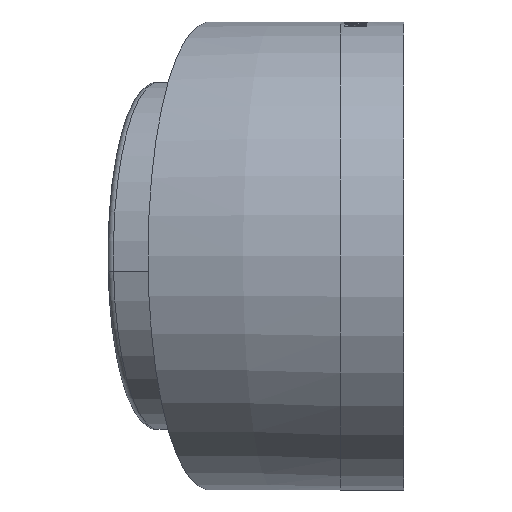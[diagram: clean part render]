
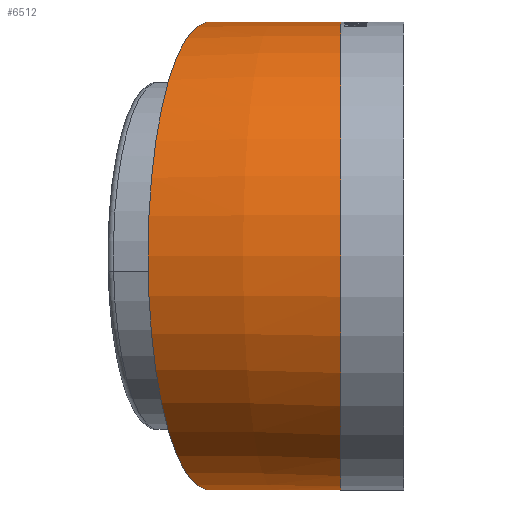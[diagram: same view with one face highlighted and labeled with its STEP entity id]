
A CAD part, left-side view. The second image highlights one B-rep face of the part: STEP entity #6512.
In plain terms, the highlighted toroidal (fillet/blend) face has major radius 687.549 mm and minor radius 315 mm.
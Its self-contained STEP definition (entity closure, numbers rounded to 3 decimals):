
#286 = CARTESIAN_POINT ( 'NONE',  ( 0.001, 1.885, 315. ) ) ;
#819 = DIRECTION ( 'NONE',  ( 0.259, 0.966, 0. ) ) ;
#1041 = B_SPLINE_CURVE_WITH_KNOTS ( 'NONE', 3,
 ( #3501, #2344, #7728, #3362, #1198, #11097, #2416, #7872, #3207, #12099, #8804, #12242, #7577, #10022, #11957, #2206 ),
 .UNSPECIFIED., .F., .F.,
 ( 4, 2, 2, 2, 2, 2, 2, 4 ),
 ( -0.001, 0.01, 0.022, 0.044, 0.09, 0.112, 0.135, 0.18 ),
 .UNSPECIFIED. ) ;
#1108 = ORIENTED_EDGE ( 'NONE', *, *, #1263, .F. ) ;
#1198 = CARTESIAN_POINT ( 'NONE',  ( 0.125, 18.918, -315. ) ) ;
#1233 = AXIS2_PLACEMENT_3D ( 'NONE', #7655, #819, #4282 ) ;
#1262 = DIRECTION ( 'NONE',  ( -1., 0., 0. ) ) ;
#1263 = EDGE_CURVE ( 'NONE', #5759, #4473, #7402, .T. ) ;
#1975 = EDGE_CURVE ( 'NONE', #4473, #12141, #4300, .T. ) ;
#2148 = CIRCLE ( 'NONE', #12434, 315. ) ;
#2206 = CARTESIAN_POINT ( 'NONE',  ( 11.917, 181.035, -314.775 ) ) ;
#2344 = CARTESIAN_POINT ( 'NONE',  ( 0.002, 3.784, -315. ) ) ;
#2416 = CARTESIAN_POINT ( 'NONE',  ( 0.5, 37.833, -315. ) ) ;
#2478 = CARTESIAN_POINT ( 'NONE',  ( 687.549, 0., 0. ) ) ;
#2500 = DIRECTION ( 'NONE',  ( 0., 0., -1. ) ) ;
#2658 = CARTESIAN_POINT ( 'NONE',  ( 0.031, 9.454, 315. ) ) ;
#2671 = EDGE_LOOP ( 'NONE', ( #12758, #6593, #9734, #1108 ) ) ;
#3207 = CARTESIAN_POINT ( 'NONE',  ( 1.998, 75.641, -314.995 ) ) ;
#3303 = EDGE_CURVE ( 'NONE', #12141, #6362, #2148, .T. ) ;
#3362 = CARTESIAN_POINT ( 'NONE',  ( 0.078, 15.135, -315. ) ) ;
#3501 = CARTESIAN_POINT ( 'NONE',  ( 0., 0., -315. ) ) ;
#3601 = CARTESIAN_POINT ( 'NONE',  ( 11.917, 181.035, 314.775 ) ) ;
#3735 = CARTESIAN_POINT ( 'NONE',  ( 0.019, 7.562, 315. ) ) ;
#4282 = DIRECTION ( 'NONE',  ( 0., 0., 1. ) ) ;
#4300 = B_SPLINE_CURVE_WITH_KNOTS ( 'NONE', 3,
 ( #3601, #8105, #8911, #10193, #6890, #13563, #13433, #6752, #7905, #13364, #6820, #2658, #3735, #11199, #286, #5748 ),
 .UNSPECIFIED., .F., .F.,
 ( 4, 2, 2, 2, 2, 2, 2, 4 ),
 ( 2.083, 2.128, 2.174, 2.219, 2.242, 2.253, 2.259, 2.264 ),
 .UNSPECIFIED. ) ;
#4473 = VERTEX_POINT ( 'NONE', #12176 ) ;
#5294 = CARTESIAN_POINT ( 'NONE',  ( 11.917, 181.035, -314.775 ) ) ;
#5748 = CARTESIAN_POINT ( 'NONE',  ( 0., 0., 315. ) ) ;
#5759 = VERTEX_POINT ( 'NONE', #5294 ) ;
#6362 = VERTEX_POINT ( 'NONE', #8473 ) ;
#6512 = ADVANCED_FACE ( 'NONE', ( #9073 ), #13355, .T. ) ;
#6593 = ORIENTED_EDGE ( 'NONE', *, *, #3303, .F. ) ;
#6752 = CARTESIAN_POINT ( 'NONE',  ( 0.499, 37.823, 315. ) ) ;
#6820 = CARTESIAN_POINT ( 'NONE',  ( 0.078, 15.128, 315. ) ) ;
#6890 = CARTESIAN_POINT ( 'NONE',  ( 3.989, 105.818, 314.976 ) ) ;
#7402 = CIRCLE ( 'NONE', #1233, 315. ) ;
#7577 = CARTESIAN_POINT ( 'NONE',  ( 5.979, 128.452, -314.944 ) ) ;
#7655 = CARTESIAN_POINT ( 'NONE',  ( 23.428, 177.951, 0. ) ) ;
#7728 = CARTESIAN_POINT ( 'NONE',  ( 0.016, 7.567, -315. ) ) ;
#7741 = CARTESIAN_POINT ( 'NONE',  ( 0., 0., 0. ) ) ;
#7872 = CARTESIAN_POINT ( 'NONE',  ( 1.249, 60.523, -314.998 ) ) ;
#7905 = CARTESIAN_POINT ( 'NONE',  ( 0.312, 30.259, 315. ) ) ;
#7929 = DIRECTION ( 'NONE',  ( 0., 0., -1. ) ) ;
#8105 = CARTESIAN_POINT ( 'NONE',  ( 9.942, 166.037, 314.849 ) ) ;
#8473 = CARTESIAN_POINT ( 'NONE',  ( 0., 0., -315. ) ) ;
#8804 = CARTESIAN_POINT ( 'NONE',  ( 4.053, 105.84, -314.975 ) ) ;
#8911 = CARTESIAN_POINT ( 'NONE',  ( 8.209, 151.01, 314.897 ) ) ;
#9073 = FACE_OUTER_BOUND ( 'NONE', #2671, .T. ) ;
#9734 = ORIENTED_EDGE ( 'NONE', *, *, #1975, .F. ) ;
#10022 = CARTESIAN_POINT ( 'NONE',  ( 8.211, 151.027, -314.896 ) ) ;
#10193 = CARTESIAN_POINT ( 'NONE',  ( 5.233, 120.902, 314.96 ) ) ;
#11097 = CARTESIAN_POINT ( 'NONE',  ( 0.312, 30.268, -315. ) ) ;
#11199 = CARTESIAN_POINT ( 'NONE',  ( 0.004, 3.779, 315. ) ) ;
#11724 = AXIS2_PLACEMENT_3D ( 'NONE', #2478, #7929, #1262 ) ;
#11957 = CARTESIAN_POINT ( 'NONE',  ( 9.943, 166.046, -314.849 ) ) ;
#12099 = CARTESIAN_POINT ( 'NONE',  ( 3.492, 98.293, -314.981 ) ) ;
#12141 = VERTEX_POINT ( 'NONE', #13838 ) ;
#12176 = CARTESIAN_POINT ( 'NONE',  ( 11.917, 181.035, 314.775 ) ) ;
#12242 = CARTESIAN_POINT ( 'NONE',  ( 5.296, 120.92, -314.956 ) ) ;
#12320 = DIRECTION ( 'NONE',  ( 0., -1., 0. ) ) ;
#12434 = AXIS2_PLACEMENT_3D ( 'NONE', #7741, #12320, #2500 ) ;
#12758 = ORIENTED_EDGE ( 'NONE', *, *, #13345, .F. ) ;
#13345 = EDGE_CURVE ( 'NONE', #6362, #5759, #1041, .T. ) ;
#13355 = TOROIDAL_SURFACE ( 'NONE', #11724, 687.549, 315. ) ;
#13364 = CARTESIAN_POINT ( 'NONE',  ( 0.125, 18.911, 315. ) ) ;
#13433 = CARTESIAN_POINT ( 'NONE',  ( 1.248, 60.508, 314.998 ) ) ;
#13563 = CARTESIAN_POINT ( 'NONE',  ( 1.997, 75.624, 314.995 ) ) ;
#13838 = CARTESIAN_POINT ( 'NONE',  ( 0., 0., 315. ) ) ;
